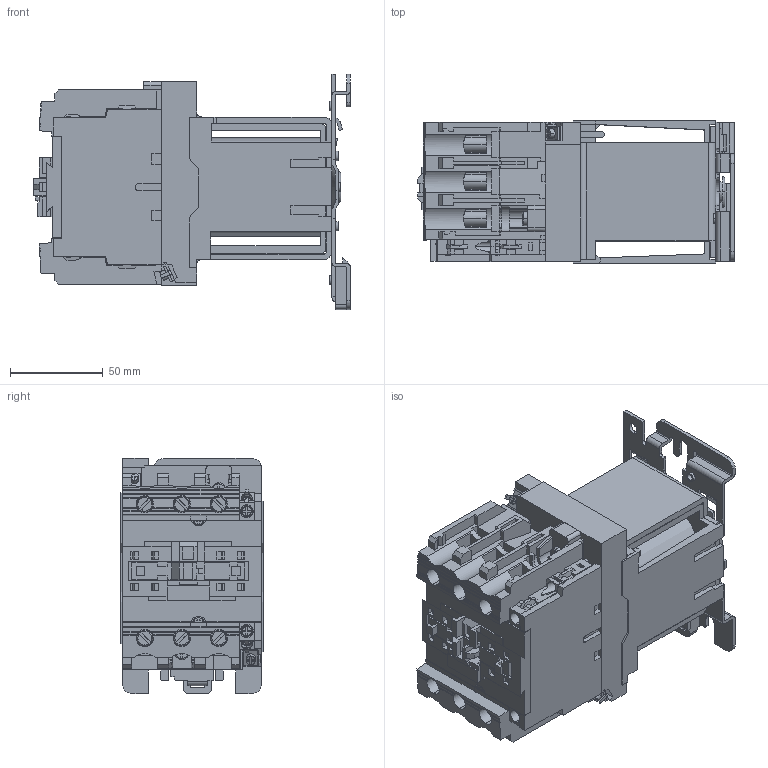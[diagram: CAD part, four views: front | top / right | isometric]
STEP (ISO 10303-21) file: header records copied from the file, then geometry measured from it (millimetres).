
FILE_DESCRIPTION (( 'STEP AP203' ), '1' );
FILE_NAME ('Êîíòàêòîð ìàëîãàáàðèòíûé ÊÌÝï 40À 24Â.STEP', '2016-11-16T09:22:44', ( 'kuryshev' ), ( '' ), 'SwSTEP 2.0', 'SolidWorks 2010', '' );
FILE_SCHEMA (( 'CONFIG_CONTROL_DESIGN' ));
Length unit declared in the file: millimetre
Products named in the file (1): Êîíòàêòîð ìàëîãàáàðèòíûé ÊÌÝï 40À 24Â
Bounding box: 171.1 x 77 x 127 mm (x, y, z)
Volume: 840826.3 mm3; surface area: 164158 mm2
Topology: 1 solids, 1 shells, 1578 faces, 4468 edges, 2941 vertices
Faces by surface type: plane 1295, cylinder 239, torus 40, cone 4
Entity records: 50933 total; most frequent: CARTESIAN_POINT 9954, ORIENTED_EDGE 8936, DIRECTION 7947, EDGE_CURVE 4468, VECTOR 3687, LINE 3687, VERTEX_POINT 2941, AXIS2_PLACEMENT_3D 2130
